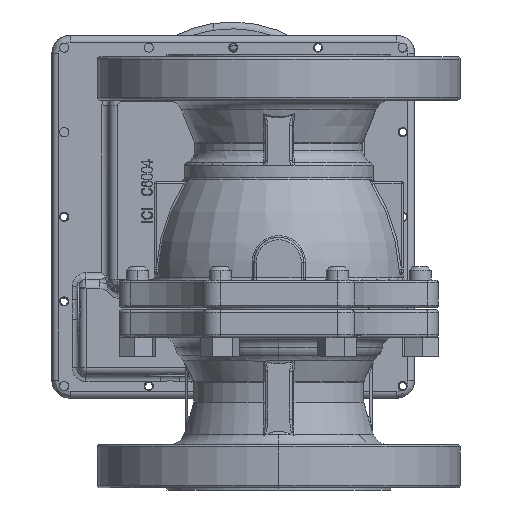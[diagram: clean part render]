
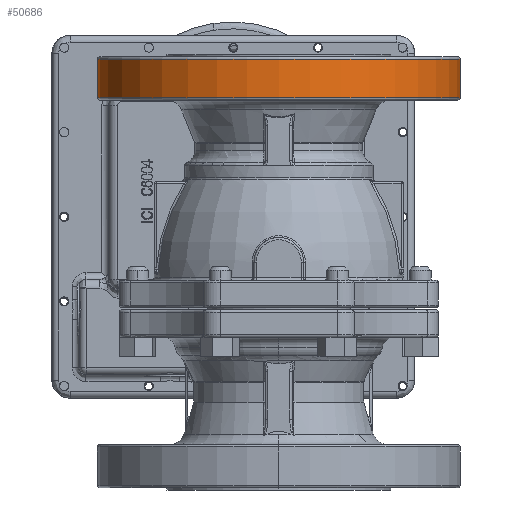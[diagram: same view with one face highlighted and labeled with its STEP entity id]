
A CAD part, front view. The second image highlights one B-rep face of the part: STEP entity #50686.
In plain terms, the highlighted cylindrical face has radius 127 mm (diameter 254 mm), a partial arc.
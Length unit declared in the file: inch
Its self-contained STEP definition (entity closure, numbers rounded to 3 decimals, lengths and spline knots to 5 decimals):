
#1694 = EDGE_CURVE ( 'NONE', #68960, #64390, #28348, .T. ) ;
#3847 = VECTOR ( 'NONE', #65909, 39.37008 ) ;
#3869 = EDGE_LOOP ( 'NONE', ( #87568, #30991, #68253, #53059 ) ) ;
#6564 = CARTESIAN_POINT ( 'NONE',  ( 0., 0., 5.5975 ) ) ;
#8342 = DIRECTION ( 'NONE',  ( 1., 0., 0. ) ) ;
#13198 = CARTESIAN_POINT ( 'NONE',  ( 0., 0., 4.5325 ) ) ;
#13797 = AXIS2_PLACEMENT_3D ( 'NONE', #6564, #35433, #8342 ) ;
#13938 = VECTOR ( 'NONE', #51837, 39.37008 ) ;
#20175 = DIRECTION ( 'NONE',  ( -1., 0., 0. ) ) ;
#23747 = EDGE_CURVE ( 'NONE', #64390, #33747, #61519, .T. ) ;
#25900 = AXIS2_PLACEMENT_3D ( 'NONE', #13198, #61819, #20175 ) ;
#25912 = CIRCLE ( 'NONE', #25900, 5. ) ;
#26231 = CARTESIAN_POINT ( 'NONE',  ( -5., 0., 5.5975 ) ) ;
#26493 = EDGE_CURVE ( 'NONE', #33747, #26914, #25912, .T. ) ;
#26914 = VERTEX_POINT ( 'NONE', #69816 ) ;
#28348 = CIRCLE ( 'NONE', #13797, 5. ) ;
#30991 = ORIENTED_EDGE ( 'NONE', *, *, #1694, .T. ) ;
#33747 = VERTEX_POINT ( 'NONE', #57781 ) ;
#35433 = DIRECTION ( 'NONE',  ( 0., 0., -1. ) ) ;
#36793 = LINE ( 'NONE', #44867, #13938 ) ;
#38280 = CARTESIAN_POINT ( 'NONE',  ( -5., 0., 0. ) ) ;
#44644 = DIRECTION ( 'NONE',  ( -1., 0., 0. ) ) ;
#44867 = CARTESIAN_POINT ( 'NONE',  ( 5., 0., 0. ) ) ;
#47936 = CARTESIAN_POINT ( 'NONE',  ( 5., 0., 5.5975 ) ) ;
#50686 = ADVANCED_FACE ( 'NONE', ( #56820 ), #54672, .T. ) ;
#51837 = DIRECTION ( 'NONE',  ( 0., 0., -1. ) ) ;
#53059 = ORIENTED_EDGE ( 'NONE', *, *, #26493, .T. ) ;
#54672 = CYLINDRICAL_SURFACE ( 'NONE', #61890, 5. ) ;
#56820 = FACE_OUTER_BOUND ( 'NONE', #3869, .T. ) ;
#57781 = CARTESIAN_POINT ( 'NONE',  ( -5., 0., 4.5325 ) ) ;
#61519 = LINE ( 'NONE', #38280, #3847 ) ;
#61819 = DIRECTION ( 'NONE',  ( 0., 0., 1. ) ) ;
#61890 = AXIS2_PLACEMENT_3D ( 'NONE', #86292, #71960, #44644 ) ;
#64390 = VERTEX_POINT ( 'NONE', #26231 ) ;
#65909 = DIRECTION ( 'NONE',  ( 0., 0., -1. ) ) ;
#68253 = ORIENTED_EDGE ( 'NONE', *, *, #23747, .T. ) ;
#68960 = VERTEX_POINT ( 'NONE', #47936 ) ;
#69816 = CARTESIAN_POINT ( 'NONE',  ( 5., 0., 4.5325 ) ) ;
#71960 = DIRECTION ( 'NONE',  ( 0., 0., -1. ) ) ;
#84928 = EDGE_CURVE ( 'NONE', #68960, #26914, #36793, .T. ) ;
#86292 = CARTESIAN_POINT ( 'NONE',  ( 0., 0., 0. ) ) ;
#87568 = ORIENTED_EDGE ( 'NONE', *, *, #84928, .F. ) ;
